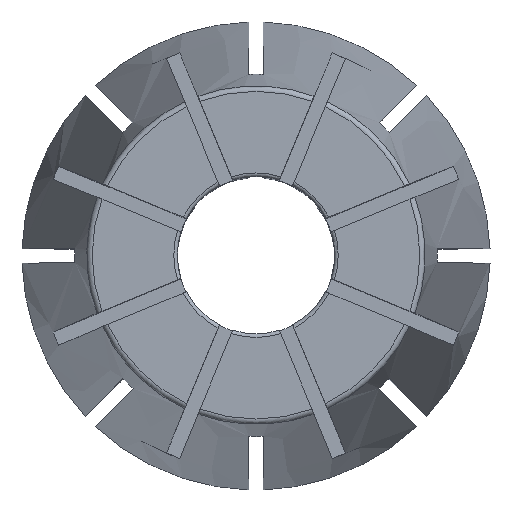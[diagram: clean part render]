
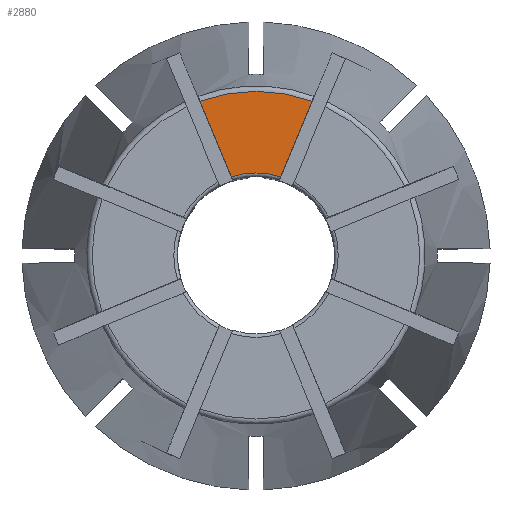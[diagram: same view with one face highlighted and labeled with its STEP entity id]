
A CAD part, top view. The second image highlights one B-rep face of the part: STEP entity #2880.
In plain terms, the highlighted planar face has unit normal (0, 0, 1).
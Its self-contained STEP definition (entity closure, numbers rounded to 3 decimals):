
#93=PLANE('',#3179);
#194=LINE('',#4803,#354);
#252=LINE('',#5203,#412);
#354=VECTOR('',#3700,1000.);
#412=VECTOR('',#3882,1000.);
#578=CIRCLE('',#3180,9.099);
#579=CIRCLE('',#3181,4.566);
#1152=ORIENTED_EDGE('',*,*,#1901,.T.);
#1153=ORIENTED_EDGE('',*,*,#1776,.T.);
#1154=ORIENTED_EDGE('',*,*,#1902,.T.);
#1155=ORIENTED_EDGE('',*,*,#1903,.T.);
#1776=EDGE_CURVE('',#2180,#2179,#194,.T.);
#1901=EDGE_CURVE('',#2263,#2180,#578,.T.);
#1902=EDGE_CURVE('',#2179,#2264,#579,.T.);
#1903=EDGE_CURVE('',#2264,#2263,#252,.T.);
#2179=VERTEX_POINT('',#4802);
#2180=VERTEX_POINT('',#4804);
#2263=VERTEX_POINT('',#5200);
#2264=VERTEX_POINT('',#5202);
#2520=EDGE_LOOP('',(#1152,#1153,#1154,#1155));
#2676=FACE_BOUND('',#2520,.T.);
#2880=ADVANCED_FACE('',(#2676),#93,.F.);
#3179=AXIS2_PLACEMENT_3D('',#5198,#3876,#3877);
#3180=AXIS2_PLACEMENT_3D('',#5199,#3878,#3879);
#3181=AXIS2_PLACEMENT_3D('',#5201,#3880,#3881);
#3700=DIRECTION('',(0.383,-0.924,0.));
#3876=DIRECTION('',(0.,0.,-1.));
#3877=DIRECTION('',(-1.,0.,0.));
#3878=DIRECTION('',(0.,0.,1.));
#3879=DIRECTION('',(1.,0.,0.));
#3880=DIRECTION('',(0.,0.,-1.));
#3881=DIRECTION('',(-1.,0.,0.));
#3882=DIRECTION('',(0.383,0.924,0.));
#4802=CARTESIAN_POINT('',(-1.371,4.355,34.2));
#4803=CARTESIAN_POINT('',(-2.848,7.92,34.2));
#4804=CARTESIAN_POINT('',(-3.109,8.552,34.2));
#5198=CARTESIAN_POINT('',(0.,9.099,34.2));
#5199=CARTESIAN_POINT('',(0.,0.,34.2));
#5200=CARTESIAN_POINT('',(3.109,8.552,34.2));
#5201=CARTESIAN_POINT('',(0.,0.,34.2));
#5202=CARTESIAN_POINT('',(1.371,4.355,34.2));
#5203=CARTESIAN_POINT('',(2.848,7.92,34.2));
